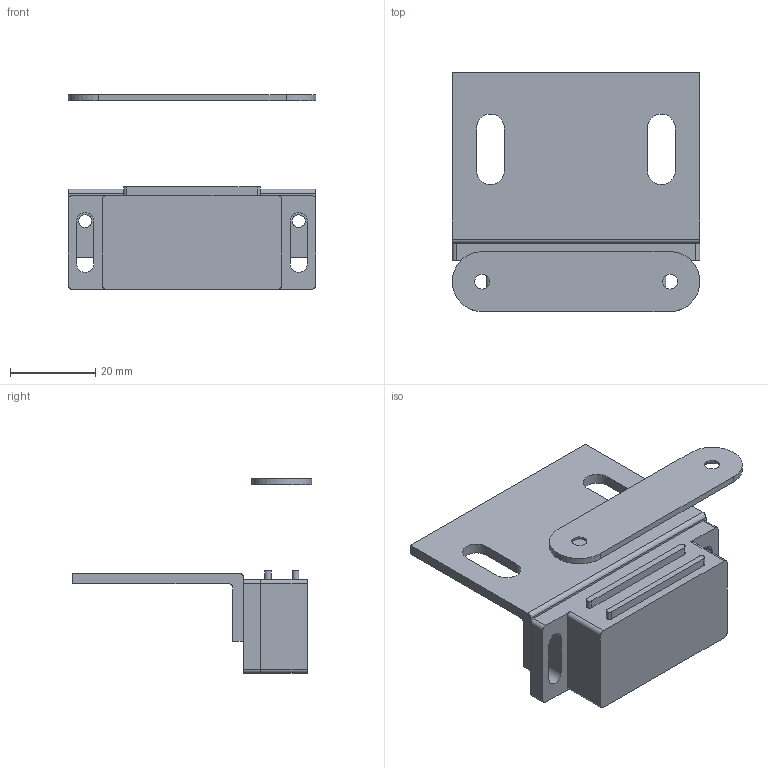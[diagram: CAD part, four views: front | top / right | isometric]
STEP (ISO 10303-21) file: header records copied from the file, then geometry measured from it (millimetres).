
FILE_DESCRIPTION (( 'STEP AP214' ), '1' );
FILE_NAME ('A884 Çàùåëêà ìàãíèòíàÿ 22,5õ58.STEP', '2025-09-25T09:34:43', ( '' ), ( '' ), 'SwSTEP 2.0', 'SolidWorks 2025', '' );
FILE_SCHEMA (( 'AUTOMOTIVE_DESIGN' ));
Length unit declared in the file: millimetre
Products named in the file (4): A884 Защелка магнитная 22,5х58_00; A884 Защелка магнитная 22,5х58; Крепление на дверь_00; Крепление для магнита_00
Assembly tree (3 placements, depth 2):
  A884 Защелка магнитная 22,5х58
    Крепление для магнита_00
    A884 Защелка магнитная 22,5х58_00
    Крепление на дверь_00
Bounding box: 58.05 x 56 x 45.62 mm (x, y, z)
Volume: 20968.9 mm3; surface area: 13509.6 mm2
Topology: 3 solids, 3 shells, 79 faces, 206 edges, 136 vertices
Faces by surface type: plane 41, cylinder 34, cone 4
Entity records: 2593 total; most frequent: DIRECTION 448, CARTESIAN_POINT 427, ORIENTED_EDGE 412, EDGE_CURVE 206, AXIS2_PLACEMENT_3D 157, VERTEX_POINT 136, LINE 134, VECTOR 134
